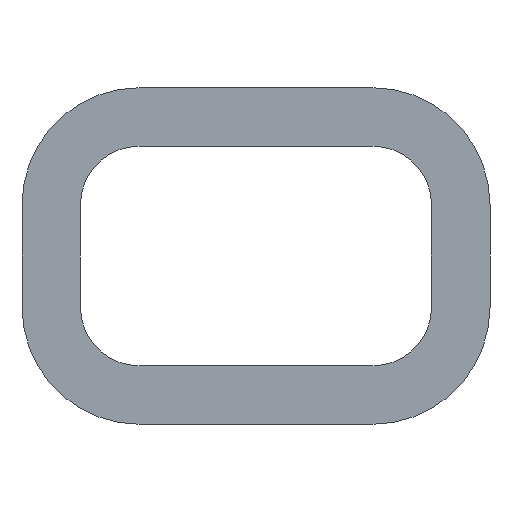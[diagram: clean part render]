
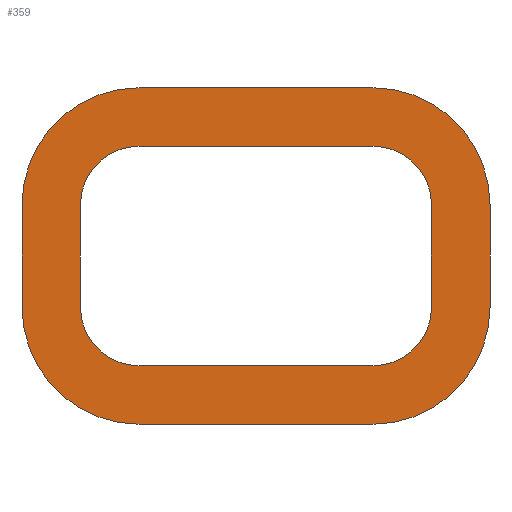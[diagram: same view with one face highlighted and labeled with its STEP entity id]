
A CAD part, front view. The second image highlights one B-rep face of the part: STEP entity #359.
In plain terms, the highlighted planar face has unit normal (0, -1, 0).
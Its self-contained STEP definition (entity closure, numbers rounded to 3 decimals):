
#3 = CIRCLE ( 'NONE', #370, 0.4 ) ;
#5 = LINE ( 'NONE', #344, #440 ) ;
#10 = VERTEX_POINT ( 'NONE', #343 ) ;
#21 = CARTESIAN_POINT ( 'NONE',  ( 0.8, 0., 0.4 ) ) ;
#23 = EDGE_CURVE ( 'NONE', #143, #577, #362, .T. ) ;
#31 = ORIENTED_EDGE ( 'NONE', *, *, #571, .F. ) ;
#41 = DIRECTION ( 'NONE',  ( 0., 0., 1. ) ) ;
#43 = EDGE_LOOP ( 'NONE', ( #442, #229, #115, #31, #466, #46, #364, #447 ) ) ;
#44 = CARTESIAN_POINT ( 'NONE',  ( -0.4, 0., 0.4 ) ) ;
#46 = ORIENTED_EDGE ( 'NONE', *, *, #252, .F. ) ;
#56 = CARTESIAN_POINT ( 'NONE',  ( -0.4, 0., 0.2 ) ) ;
#58 = DIRECTION ( 'NONE',  ( 0., 0., -1. ) ) ;
#63 = CARTESIAN_POINT ( 'NONE',  ( 0.4, 0., 0.4 ) ) ;
#64 = EDGE_CURVE ( 'NONE', #535, #498, #5, .T. ) ;
#69 = CARTESIAN_POINT ( 'NONE',  ( -0.4, 0., 0.75 ) ) ;
#71 = CARTESIAN_POINT ( 'NONE',  ( 0.4, 0., 1.15 ) ) ;
#74 = FACE_BOUND ( 'NONE', #400, .T. ) ;
#83 = EDGE_CURVE ( 'NONE', #473, #196, #355, .T. ) ;
#88 = CARTESIAN_POINT ( 'NONE',  ( 0.4, 0., 0.4 ) ) ;
#89 = ORIENTED_EDGE ( 'NONE', *, *, #64, .T. ) ;
#95 = CARTESIAN_POINT ( 'NONE',  ( 0.6, 0., 0.75 ) ) ;
#97 = CIRCLE ( 'NONE', #170, 0.2 ) ;
#104 = DIRECTION ( 'NONE',  ( 0., 0., 1. ) ) ;
#105 = CIRCLE ( 'NONE', #566, 0.4 ) ;
#114 = CIRCLE ( 'NONE', #548, 0.2 ) ;
#115 = ORIENTED_EDGE ( 'NONE', *, *, #565, .F. ) ;
#118 = CIRCLE ( 'NONE', #335, 0.4 ) ;
#126 = CARTESIAN_POINT ( 'NONE',  ( 0.4, 0., 0.95 ) ) ;
#127 = CARTESIAN_POINT ( 'NONE',  ( -0.4, 0., 0.4 ) ) ;
#131 = CARTESIAN_POINT ( 'NONE',  ( 0.4, 0., 1.15 ) ) ;
#133 = EDGE_CURVE ( 'NONE', #407, #394, #114, .T. ) ;
#134 = LINE ( 'NONE', #131, #520 ) ;
#136 = ORIENTED_EDGE ( 'NONE', *, *, #23, .T. ) ;
#141 = DIRECTION ( 'NONE',  ( 1., 0., 0. ) ) ;
#143 = VERTEX_POINT ( 'NONE', #451 ) ;
#146 = DIRECTION ( 'NONE',  ( 0., 1., 0. ) ) ;
#163 = ORIENTED_EDGE ( 'NONE', *, *, #449, .T. ) ;
#170 = AXIS2_PLACEMENT_3D ( 'NONE', #44, #469, #518 ) ;
#173 = VECTOR ( 'NONE', #141, 1000. ) ;
#176 = DIRECTION ( 'NONE',  ( 0., 0., 1. ) ) ;
#177 = CARTESIAN_POINT ( 'NONE',  ( -0.6, 0., 0.4 ) ) ;
#185 = ORIENTED_EDGE ( 'NONE', *, *, #243, .T. ) ;
#194 = AXIS2_PLACEMENT_3D ( 'NONE', #63, #401, #104 ) ;
#196 = VERTEX_POINT ( 'NONE', #274 ) ;
#197 = CARTESIAN_POINT ( 'NONE',  ( 0., 0., 0. ) ) ;
#198 = PLANE ( 'NONE',  #194 ) ;
#207 = CARTESIAN_POINT ( 'NONE',  ( -0.4, 0., 0.95 ) ) ;
#217 = VECTOR ( 'NONE', #391, 1000. ) ;
#218 = ORIENTED_EDGE ( 'NONE', *, *, #301, .T. ) ;
#221 = DIRECTION ( 'NONE',  ( 0., 1., 0. ) ) ;
#226 = DIRECTION ( 'NONE',  ( 0., 0., -1. ) ) ;
#229 = ORIENTED_EDGE ( 'NONE', *, *, #318, .F. ) ;
#243 = EDGE_CURVE ( 'NONE', #394, #542, #338, .T. ) ;
#252 = EDGE_CURVE ( 'NONE', #196, #393, #134, .T. ) ;
#258 = DIRECTION ( 'NONE',  ( 0., 0., -1. ) ) ;
#263 = CARTESIAN_POINT ( 'NONE',  ( -0.6, 0., 0.4 ) ) ;
#265 = ORIENTED_EDGE ( 'NONE', *, *, #516, .T. ) ;
#271 = VERTEX_POINT ( 'NONE', #488 ) ;
#274 = CARTESIAN_POINT ( 'NONE',  ( -0.4, 0., 1.15 ) ) ;
#278 = CARTESIAN_POINT ( 'NONE',  ( -0.8, 0., 0.75 ) ) ;
#280 = VERTEX_POINT ( 'NONE', #478 ) ;
#285 = CARTESIAN_POINT ( 'NONE',  ( -0.4, 0., 0. ) ) ;
#289 = DIRECTION ( 'NONE',  ( 0., 0., 1. ) ) ;
#295 = CARTESIAN_POINT ( 'NONE',  ( 0.4, 0., 0.75 ) ) ;
#301 = EDGE_CURVE ( 'NONE', #542, #535, #540, .T. ) ;
#312 = AXIS2_PLACEMENT_3D ( 'NONE', #88, #558, #603 ) ;
#318 = EDGE_CURVE ( 'NONE', #280, #563, #502, .T. ) ;
#319 = CARTESIAN_POINT ( 'NONE',  ( -0.4, 0., 0.95 ) ) ;
#329 = ORIENTED_EDGE ( 'NONE', *, *, #133, .T. ) ;
#335 = AXIS2_PLACEMENT_3D ( 'NONE', #572, #480, #289 ) ;
#338 = LINE ( 'NONE', #319, #173 ) ;
#341 = CARTESIAN_POINT ( 'NONE',  ( -0.4, 0., 0.2 ) ) ;
#343 = CARTESIAN_POINT ( 'NONE',  ( -0.8, 0., 0.4 ) ) ;
#344 = CARTESIAN_POINT ( 'NONE',  ( 0.6, 0., 0.4 ) ) ;
#350 = CARTESIAN_POINT ( 'NONE',  ( -0.6, 0., 0.75 ) ) ;
#353 = CARTESIAN_POINT ( 'NONE',  ( -0.4, 0., 0.75 ) ) ;
#355 = CIRCLE ( 'NONE', #460, 0.4 ) ;
#356 = DIRECTION ( 'NONE',  ( 0., 0., -1. ) ) ;
#359 = ADVANCED_FACE ( 'NONE', ( #74, #482 ), #198, .F. ) ;
#362 = LINE ( 'NONE', #341, #484 ) ;
#364 = ORIENTED_EDGE ( 'NONE', *, *, #83, .F. ) ;
#367 = CARTESIAN_POINT ( 'NONE',  ( 0.4, 0., 0.4 ) ) ;
#370 = AXIS2_PLACEMENT_3D ( 'NONE', #127, #551, #226 ) ;
#379 = CARTESIAN_POINT ( 'NONE',  ( -0.8, 0., 0.75 ) ) ;
#380 = LINE ( 'NONE', #21, #479 ) ;
#384 = ORIENTED_EDGE ( 'NONE', *, *, #526, .T. ) ;
#391 = DIRECTION ( 'NONE',  ( -1., 0., 0. ) ) ;
#393 = VERTEX_POINT ( 'NONE', #71 ) ;
#394 = VERTEX_POINT ( 'NONE', #207 ) ;
#396 = DIRECTION ( 'NONE',  ( -1., 0., 0. ) ) ;
#400 = EDGE_LOOP ( 'NONE', ( #89, #265, #136, #384, #163, #329, #185, #218 ) ) ;
#401 = DIRECTION ( 'NONE',  ( 0., 1., 0. ) ) ;
#404 = DIRECTION ( 'NONE',  ( 0., 1., 0. ) ) ;
#407 = VERTEX_POINT ( 'NONE', #350 ) ;
#424 = DIRECTION ( 'NONE',  ( 1., 0., 0. ) ) ;
#440 = VECTOR ( 'NONE', #494, 1000. ) ;
#442 = ORIENTED_EDGE ( 'NONE', *, *, #617, .F. ) ;
#446 = CIRCLE ( 'NONE', #312, 0.2 ) ;
#447 = ORIENTED_EDGE ( 'NONE', *, *, #532, .F. ) ;
#449 = EDGE_CURVE ( 'NONE', #505, #407, #456, .T. ) ;
#451 = CARTESIAN_POINT ( 'NONE',  ( 0.4, 0., 0.2 ) ) ;
#453 = DIRECTION ( 'NONE',  ( 0., 0., -1. ) ) ;
#456 = LINE ( 'NONE', #263, #568 ) ;
#460 = AXIS2_PLACEMENT_3D ( 'NONE', #353, #499, #356 ) ;
#463 = VECTOR ( 'NONE', #527, 1000. ) ;
#466 = ORIENTED_EDGE ( 'NONE', *, *, #541, .F. ) ;
#469 = DIRECTION ( 'NONE',  ( 0., 1., 0. ) ) ;
#473 = VERTEX_POINT ( 'NONE', #278 ) ;
#474 = CARTESIAN_POINT ( 'NONE',  ( 0.6, 0., 0.4 ) ) ;
#478 = CARTESIAN_POINT ( 'NONE',  ( 0.4, 0., 0. ) ) ;
#479 = VECTOR ( 'NONE', #453, 1000. ) ;
#480 = DIRECTION ( 'NONE',  ( 0., 1., 0. ) ) ;
#482 = FACE_OUTER_BOUND ( 'NONE', #43, .T. ) ;
#484 = VECTOR ( 'NONE', #396, 1000. ) ;
#488 = CARTESIAN_POINT ( 'NONE',  ( 0.8, 0., 0.75 ) ) ;
#494 = DIRECTION ( 'NONE',  ( 0., 0., -1. ) ) ;
#498 = VERTEX_POINT ( 'NONE', #474 ) ;
#499 = DIRECTION ( 'NONE',  ( 0., 1., 0. ) ) ;
#502 = LINE ( 'NONE', #197, #217 ) ;
#505 = VERTEX_POINT ( 'NONE', #177 ) ;
#516 = EDGE_CURVE ( 'NONE', #498, #143, #446, .T. ) ;
#518 = DIRECTION ( 'NONE',  ( 0., 0., 1. ) ) ;
#520 = VECTOR ( 'NONE', #424, 1000. ) ;
#526 = EDGE_CURVE ( 'NONE', #577, #505, #97, .T. ) ;
#527 = DIRECTION ( 'NONE',  ( 0., 0., 1. ) ) ;
#528 = VERTEX_POINT ( 'NONE', #610 ) ;
#532 = EDGE_CURVE ( 'NONE', #10, #473, #614, .T. ) ;
#535 = VERTEX_POINT ( 'NONE', #95 ) ;
#540 = CIRCLE ( 'NONE', #599, 0.2 ) ;
#541 = EDGE_CURVE ( 'NONE', #393, #271, #118, .T. ) ;
#542 = VERTEX_POINT ( 'NONE', #126 ) ;
#548 = AXIS2_PLACEMENT_3D ( 'NONE', #69, #404, #258 ) ;
#551 = DIRECTION ( 'NONE',  ( 0., 1., 0. ) ) ;
#558 = DIRECTION ( 'NONE',  ( 0., 1., 0. ) ) ;
#563 = VERTEX_POINT ( 'NONE', #285 ) ;
#565 = EDGE_CURVE ( 'NONE', #528, #280, #105, .T. ) ;
#566 = AXIS2_PLACEMENT_3D ( 'NONE', #367, #221, #41 ) ;
#568 = VECTOR ( 'NONE', #176, 1000. ) ;
#571 = EDGE_CURVE ( 'NONE', #271, #528, #380, .T. ) ;
#572 = CARTESIAN_POINT ( 'NONE',  ( 0.4, 0., 0.75 ) ) ;
#577 = VERTEX_POINT ( 'NONE', #56 ) ;
#599 = AXIS2_PLACEMENT_3D ( 'NONE', #295, #146, #58 ) ;
#603 = DIRECTION ( 'NONE',  ( 0., 0., -1. ) ) ;
#610 = CARTESIAN_POINT ( 'NONE',  ( 0.8, 0., 0.4 ) ) ;
#614 = LINE ( 'NONE', #379, #463 ) ;
#617 = EDGE_CURVE ( 'NONE', #563, #10, #3, .T. ) ;
